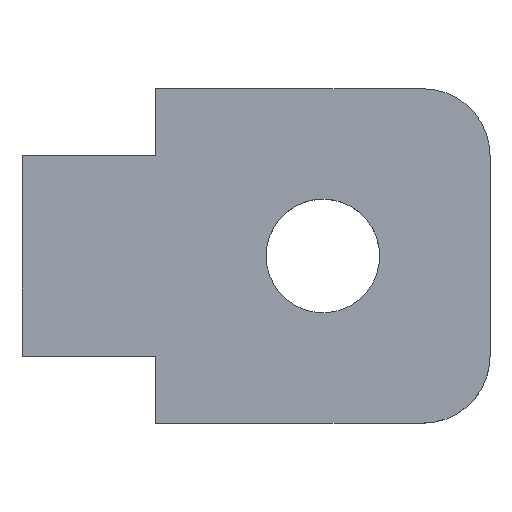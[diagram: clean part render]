
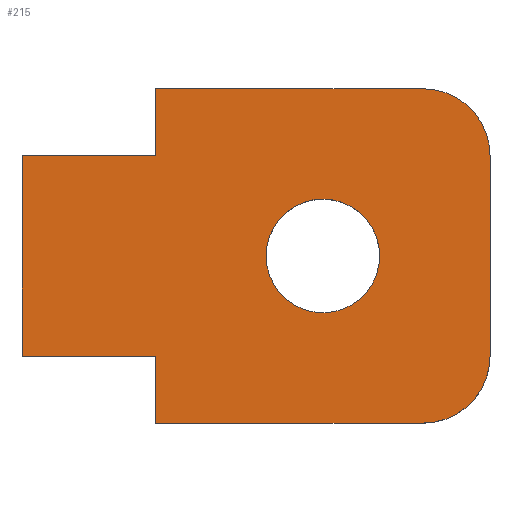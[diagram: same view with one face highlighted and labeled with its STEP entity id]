
A CAD part, top view. The second image highlights one B-rep face of the part: STEP entity #215.
In plain terms, the highlighted planar face has unit normal (0, 0, 1).
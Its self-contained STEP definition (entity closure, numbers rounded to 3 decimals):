
#2 = VERTEX_POINT ( 'NONE', #227 ) ;
#6 = CARTESIAN_POINT ( 'NONE',  ( 0., 25., 8. ) ) ;
#7 = VERTEX_POINT ( 'NONE', #8 ) ;
#8 = CARTESIAN_POINT ( 'NONE',  ( -16.75, 12.5, 8. ) ) ;
#14 = EDGE_CURVE ( 'NONE', #203, #7, #412, .T. ) ;
#16 = EDGE_CURVE ( 'NONE', #434, #35, #195, .T. ) ;
#21 = DIRECTION ( 'NONE',  ( 1., 0., 0. ) ) ;
#24 = VECTOR ( 'NONE', #110, 1000. ) ;
#27 = DIRECTION ( 'NONE',  ( 1., 0., 0. ) ) ;
#33 = VECTOR ( 'NONE', #21, 1000. ) ;
#35 = VERTEX_POINT ( 'NONE', #376 ) ;
#44 = DIRECTION ( 'NONE',  ( -1., 0., 0. ) ) ;
#46 = VERTEX_POINT ( 'NONE', #222 ) ;
#47 = CARTESIAN_POINT ( 'NONE',  ( -35., 5., 8. ) ) ;
#53 = LINE ( 'NONE', #286, #381 ) ;
#55 = EDGE_CURVE ( 'NONE', #134, #459, #201, .T. ) ;
#60 = LINE ( 'NONE', #345, #452 ) ;
#62 = CARTESIAN_POINT ( 'NONE',  ( -5., 20., 8. ) ) ;
#67 = AXIS2_PLACEMENT_3D ( 'NONE', #353, #323, #101 ) ;
#69 = CARTESIAN_POINT ( 'NONE',  ( -35., 5., 8. ) ) ;
#77 = LINE ( 'NONE', #293, #425 ) ;
#79 = CARTESIAN_POINT ( 'NONE',  ( -5., 25., 8. ) ) ;
#90 = VECTOR ( 'NONE', #44, 1000. ) ;
#93 = ORIENTED_EDGE ( 'NONE', *, *, #168, .T. ) ;
#100 = ORIENTED_EDGE ( 'NONE', *, *, #119, .T. ) ;
#101 = DIRECTION ( 'NONE',  ( 1., 0., 0. ) ) ;
#103 = LINE ( 'NONE', #362, #269 ) ;
#110 = DIRECTION ( 'NONE',  ( 0., 1., 0. ) ) ;
#116 = ORIENTED_EDGE ( 'NONE', *, *, #359, .T. ) ;
#119 = EDGE_CURVE ( 'NONE', #35, #2, #60, .T. ) ;
#122 = CARTESIAN_POINT ( 'NONE',  ( -12.5, 12.5, 8. ) ) ;
#134 = VERTEX_POINT ( 'NONE', #234 ) ;
#142 = EDGE_CURVE ( 'NONE', #413, #422, #229, .T. ) ;
#148 = CARTESIAN_POINT ( 'NONE',  ( -12.5, 12.5, 8. ) ) ;
#152 = CARTESIAN_POINT ( 'NONE',  ( -25., 5., 8. ) ) ;
#166 = AXIS2_PLACEMENT_3D ( 'NONE', #148, #297, #473 ) ;
#167 = DIRECTION ( 'NONE',  ( 0., -1., 0. ) ) ;
#168 = EDGE_CURVE ( 'NONE', #422, #46, #53, .T. ) ;
#176 = PLANE ( 'NONE',  #67 ) ;
#180 = CARTESIAN_POINT ( 'NONE',  ( 0., 0., 8. ) ) ;
#183 = DIRECTION ( 'NONE',  ( 0., 0., 1. ) ) ;
#191 = ORIENTED_EDGE ( 'NONE', *, *, #351, .F. ) ;
#195 = LINE ( 'NONE', #6, #90 ) ;
#199 = CARTESIAN_POINT ( 'NONE',  ( -5., 5., 8. ) ) ;
#201 = CIRCLE ( 'NONE', #402, 5. ) ;
#203 = VERTEX_POINT ( 'NONE', #426 ) ;
#208 = ORIENTED_EDGE ( 'NONE', *, *, #142, .T. ) ;
#215 = ADVANCED_FACE ( 'NONE', ( #277, #248 ), #176, .T. ) ;
#220 = EDGE_CURVE ( 'NONE', #46, #134, #318, .T. ) ;
#222 = CARTESIAN_POINT ( 'NONE',  ( -25., 0., 8. ) ) ;
#223 = CIRCLE ( 'NONE', #274, 5. ) ;
#227 = CARTESIAN_POINT ( 'NONE',  ( -25., 20., 8. ) ) ;
#228 = DIRECTION ( 'NONE',  ( 1., 0., 0. ) ) ;
#229 = LINE ( 'NONE', #47, #33 ) ;
#234 = CARTESIAN_POINT ( 'NONE',  ( -5., 0., 8. ) ) ;
#245 = DIRECTION ( 'NONE',  ( 0., -1., 0. ) ) ;
#248 = FACE_BOUND ( 'NONE', #372, .T. ) ;
#263 = EDGE_CURVE ( 'NONE', #340, #434, #223, .T. ) ;
#268 = ORIENTED_EDGE ( 'NONE', *, *, #379, .F. ) ;
#269 = VECTOR ( 'NONE', #27, 1000. ) ;
#273 = ORIENTED_EDGE ( 'NONE', *, *, #16, .T. ) ;
#274 = AXIS2_PLACEMENT_3D ( 'NONE', #62, #183, #328 ) ;
#275 = LINE ( 'NONE', #69, #24 ) ;
#277 = FACE_OUTER_BOUND ( 'NONE', #418, .T. ) ;
#286 = CARTESIAN_POINT ( 'NONE',  ( -25., 0., 8. ) ) ;
#293 = CARTESIAN_POINT ( 'NONE',  ( 0., 0., 8. ) ) ;
#297 = DIRECTION ( 'NONE',  ( 0., 0., 1. ) ) ;
#298 = CARTESIAN_POINT ( 'NONE',  ( 0., 5., 8. ) ) ;
#302 = VERTEX_POINT ( 'NONE', #390 ) ;
#306 = DIRECTION ( 'NONE',  ( 0., 0., 1. ) ) ;
#314 = ORIENTED_EDGE ( 'NONE', *, *, #220, .T. ) ;
#316 = DIRECTION ( 'NONE',  ( 0., 1., 0. ) ) ;
#318 = LINE ( 'NONE', #180, #475 ) ;
#323 = DIRECTION ( 'NONE',  ( 0., 0., 1. ) ) ;
#328 = DIRECTION ( 'NONE',  ( 1., 0., 0. ) ) ;
#340 = VERTEX_POINT ( 'NONE', #470 ) ;
#342 = AXIS2_PLACEMENT_3D ( 'NONE', #122, #410, #449 ) ;
#343 = ORIENTED_EDGE ( 'NONE', *, *, #263, .T. ) ;
#345 = CARTESIAN_POINT ( 'NONE',  ( -25., 0., 8. ) ) ;
#347 = ORIENTED_EDGE ( 'NONE', *, *, #14, .F. ) ;
#349 = ORIENTED_EDGE ( 'NONE', *, *, #55, .T. ) ;
#351 = EDGE_CURVE ( 'NONE', #302, #2, #103, .T. ) ;
#353 = CARTESIAN_POINT ( 'NONE',  ( 0., 0., 8. ) ) ;
#359 = EDGE_CURVE ( 'NONE', #459, #340, #77, .T. ) ;
#362 = CARTESIAN_POINT ( 'NONE',  ( -35., 20., 8. ) ) ;
#366 = CIRCLE ( 'NONE', #166, 4.25 ) ;
#372 = EDGE_LOOP ( 'NONE', ( #268, #347 ) ) ;
#376 = CARTESIAN_POINT ( 'NONE',  ( -25., 25., 8. ) ) ;
#379 = EDGE_CURVE ( 'NONE', #7, #203, #366, .T. ) ;
#381 = VECTOR ( 'NONE', #245, 1000. ) ;
#382 = CARTESIAN_POINT ( 'NONE',  ( -35., 5., 8. ) ) ;
#390 = CARTESIAN_POINT ( 'NONE',  ( -35., 20., 8. ) ) ;
#394 = ORIENTED_EDGE ( 'NONE', *, *, #411, .F. ) ;
#402 = AXIS2_PLACEMENT_3D ( 'NONE', #199, #306, #228 ) ;
#410 = DIRECTION ( 'NONE',  ( 0., 0., 1. ) ) ;
#411 = EDGE_CURVE ( 'NONE', #413, #302, #275, .T. ) ;
#412 = CIRCLE ( 'NONE', #342, 4.25 ) ;
#413 = VERTEX_POINT ( 'NONE', #382 ) ;
#418 = EDGE_LOOP ( 'NONE', ( #314, #349, #116, #343, #273, #100, #191, #394, #208, #93 ) ) ;
#422 = VERTEX_POINT ( 'NONE', #152 ) ;
#425 = VECTOR ( 'NONE', #316, 1000. ) ;
#426 = CARTESIAN_POINT ( 'NONE',  ( -8.25, 12.5, 8. ) ) ;
#431 = DIRECTION ( 'NONE',  ( 1., 0., 0. ) ) ;
#434 = VERTEX_POINT ( 'NONE', #79 ) ;
#449 = DIRECTION ( 'NONE',  ( 1., 0., 0. ) ) ;
#452 = VECTOR ( 'NONE', #167, 1000. ) ;
#459 = VERTEX_POINT ( 'NONE', #298 ) ;
#470 = CARTESIAN_POINT ( 'NONE',  ( 0., 20., 8. ) ) ;
#473 = DIRECTION ( 'NONE',  ( 1., 0., 0. ) ) ;
#475 = VECTOR ( 'NONE', #431, 1000. ) ;
